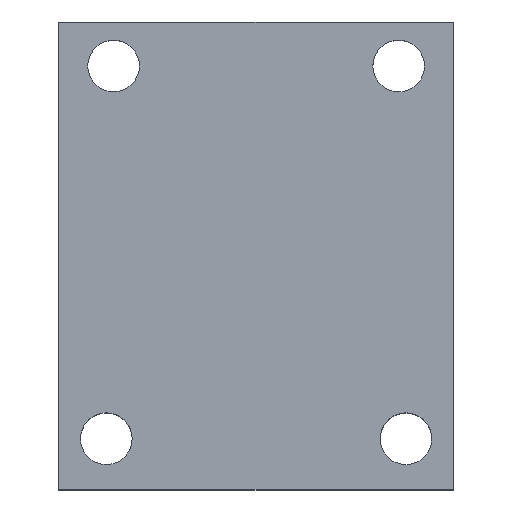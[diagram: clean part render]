
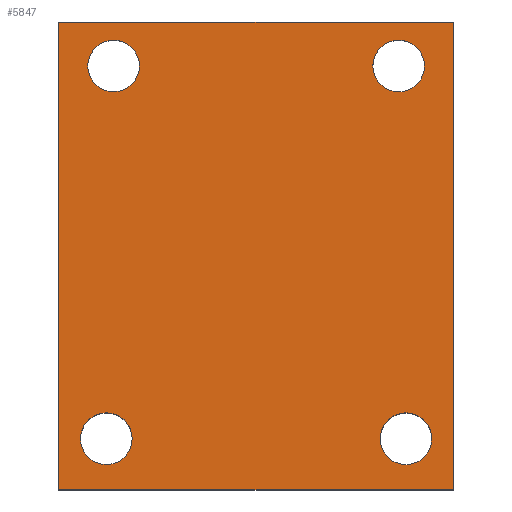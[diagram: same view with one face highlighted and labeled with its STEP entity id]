
A CAD part, top view. The second image highlights one B-rep face of the part: STEP entity #5847.
In plain terms, the highlighted planar face has unit normal (0, 0, 1).
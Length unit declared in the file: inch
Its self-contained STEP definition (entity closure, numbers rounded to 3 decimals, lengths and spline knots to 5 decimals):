
#55=CIRCLE('',#6102,0.1105);
#58=CIRCLE('',#6106,0.1105);
#61=CIRCLE('',#6110,0.1105);
#64=CIRCLE('',#6114,0.1105);
#100=FACE_BOUND('',#832,.T.);
#101=FACE_BOUND('',#833,.T.);
#102=FACE_BOUND('',#834,.T.);
#103=FACE_BOUND('',#835,.T.);
#494=FACE_OUTER_BOUND('',#831,.T.);
#831=EDGE_LOOP('',(#5333,#5334,#5335,#5336));
#832=EDGE_LOOP('',(#5337));
#833=EDGE_LOOP('',(#5338));
#834=EDGE_LOOP('',(#5339));
#835=EDGE_LOOP('',(#5340));
#1436=LINE('',#10226,#2062);
#1454=LINE('',#10350,#2080);
#1457=LINE('',#10356,#2083);
#1460=LINE('',#10361,#2086);
#2062=VECTOR('',#7101,1.688);
#2080=VECTOR('',#7243,2.);
#2083=VECTOR('',#7248,1.688);
#2086=VECTOR('',#7253,2.);
#2778=VERTEX_POINT('',#10224);
#2779=VERTEX_POINT('',#10225);
#2811=VERTEX_POINT('',#10317);
#2814=VERTEX_POINT('',#10325);
#2817=VERTEX_POINT('',#10333);
#2820=VERTEX_POINT('',#10341);
#2823=VERTEX_POINT('',#10349);
#2825=VERTEX_POINT('',#10355);
#3601=EDGE_CURVE('',#2778,#2779,#1436,.T.);
#3641=EDGE_CURVE('',#2811,#2811,#55,.T.);
#3645=EDGE_CURVE('',#2814,#2814,#58,.T.);
#3649=EDGE_CURVE('',#2817,#2817,#61,.T.);
#3653=EDGE_CURVE('',#2820,#2820,#64,.T.);
#3657=EDGE_CURVE('',#2779,#2823,#1454,.T.);
#3660=EDGE_CURVE('',#2823,#2825,#1457,.T.);
#3663=EDGE_CURVE('',#2825,#2778,#1460,.T.);
#5333=ORIENTED_EDGE('',*,*,#3657,.F.);
#5334=ORIENTED_EDGE('',*,*,#3601,.F.);
#5335=ORIENTED_EDGE('',*,*,#3663,.F.);
#5336=ORIENTED_EDGE('',*,*,#3660,.F.);
#5337=ORIENTED_EDGE('',*,*,#3641,.T.);
#5338=ORIENTED_EDGE('',*,*,#3645,.T.);
#5339=ORIENTED_EDGE('',*,*,#3649,.T.);
#5340=ORIENTED_EDGE('',*,*,#3653,.T.);
#5543=PLANE('',#6122);
#5847=ADVANCED_FACE('',(#494,#100,#101,#102,#103),#5543,.T.);
#6102=AXIS2_PLACEMENT_3D('',#10318,#7207,#7208);
#6106=AXIS2_PLACEMENT_3D('',#10326,#7216,#7217);
#6110=AXIS2_PLACEMENT_3D('',#10334,#7225,#7226);
#6114=AXIS2_PLACEMENT_3D('',#10342,#7234,#7235);
#6122=AXIS2_PLACEMENT_3D('',#10365,#7259,#7260);
#7101=DIRECTION('',(-1.,0.,0.));
#7207=DIRECTION('center_axis',(0.,0.,-1.));
#7208=DIRECTION('ref_axis',(1.,0.,0.));
#7216=DIRECTION('center_axis',(0.,0.,-1.));
#7217=DIRECTION('ref_axis',(1.,0.,0.));
#7225=DIRECTION('center_axis',(0.,0.,-1.));
#7226=DIRECTION('ref_axis',(1.,0.,0.));
#7234=DIRECTION('center_axis',(0.,0.,-1.));
#7235=DIRECTION('ref_axis',(1.,0.,0.));
#7243=DIRECTION('',(0.,1.,0.));
#7248=DIRECTION('',(1.,0.,0.));
#7253=DIRECTION('',(0.,-1.,0.));
#7259=DIRECTION('center_axis',(0.,0.,1.));
#7260=DIRECTION('ref_axis',(1.,0.,0.));
#10224=CARTESIAN_POINT('',(1.688,0.,0.75));
#10225=CARTESIAN_POINT('',(0.,0.,0.75));
#10226=CARTESIAN_POINT('',(1.688,0.,0.75));
#10317=CARTESIAN_POINT('',(0.0935,0.218,0.75));
#10318=CARTESIAN_POINT('Origin',(0.204,0.218,0.75));
#10325=CARTESIAN_POINT('',(1.3745,0.218,0.75));
#10326=CARTESIAN_POINT('Origin',(1.485,0.218,0.75));
#10333=CARTESIAN_POINT('',(1.3435,1.812,0.75));
#10334=CARTESIAN_POINT('Origin',(1.454,1.812,0.75));
#10341=CARTESIAN_POINT('',(0.1245,1.812,0.75));
#10342=CARTESIAN_POINT('Origin',(0.235,1.812,0.75));
#10349=CARTESIAN_POINT('',(0.,2.,0.75));
#10350=CARTESIAN_POINT('',(0.,0.,0.75));
#10355=CARTESIAN_POINT('',(1.688,2.,0.75));
#10356=CARTESIAN_POINT('',(0.,2.,0.75));
#10361=CARTESIAN_POINT('',(1.688,2.,0.75));
#10365=CARTESIAN_POINT('Origin',(0.844,1.,0.75));
